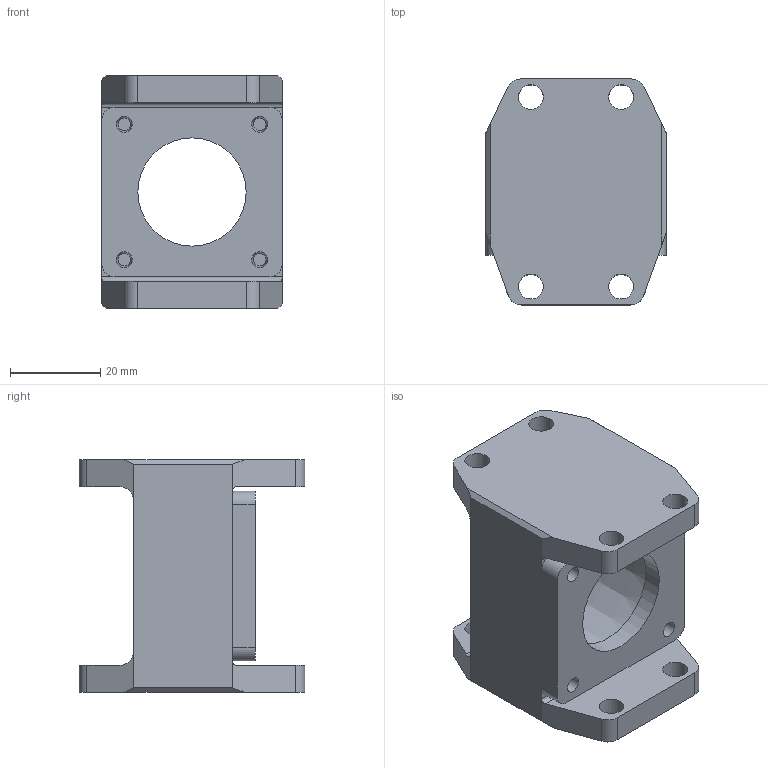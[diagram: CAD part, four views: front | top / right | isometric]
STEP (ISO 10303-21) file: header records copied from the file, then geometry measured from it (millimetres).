
FILE_DESCRIPTION(/* description */ (''),/* implementation_level */ '2;1');
FILE_NAME(/* name */ 'Ball screw block X axis.step',/* time_stamp */ '2023-06-25T17:55:14+02:00',/* author */ (''),/* organization */ (''),/* preprocessor_version */ 'ST-DEVELOPER v19.2',/* originating_system */ 'Autodesk Translation Framework v12.6.0.85',/* authorisation */ '');
FILE_SCHEMA (('AUTOMOTIVE_DESIGN { 1 0 10303 214 3 1 1 }'));
Length unit declared in the file: millimetre
Products named in the file (1): X axis ball screw bearings holder
Bounding box: 40 x 50 x 51.6 mm (x, y, z)
Volume: 42730.8 mm3; surface area: 17261.8 mm2
Topology: 2 solids, 2 shells, 78 faces, 192 edges, 124 vertices
Faces by surface type: plane 38, cylinder 35, cone 5
Full cylindrical faces by diameter (mm): 2.8 x4, 3.5 x4, 5.5 x8, 24 x1, 29 x1, 33.5 x1
Entity records: 2411 total; most frequent: DIRECTION 426, CARTESIAN_POINT 395, ORIENTED_EDGE 384, EDGE_CURVE 192, AXIS2_PLACEMENT_3D 155, VERTEX_POINT 124, LINE 116, VECTOR 116
